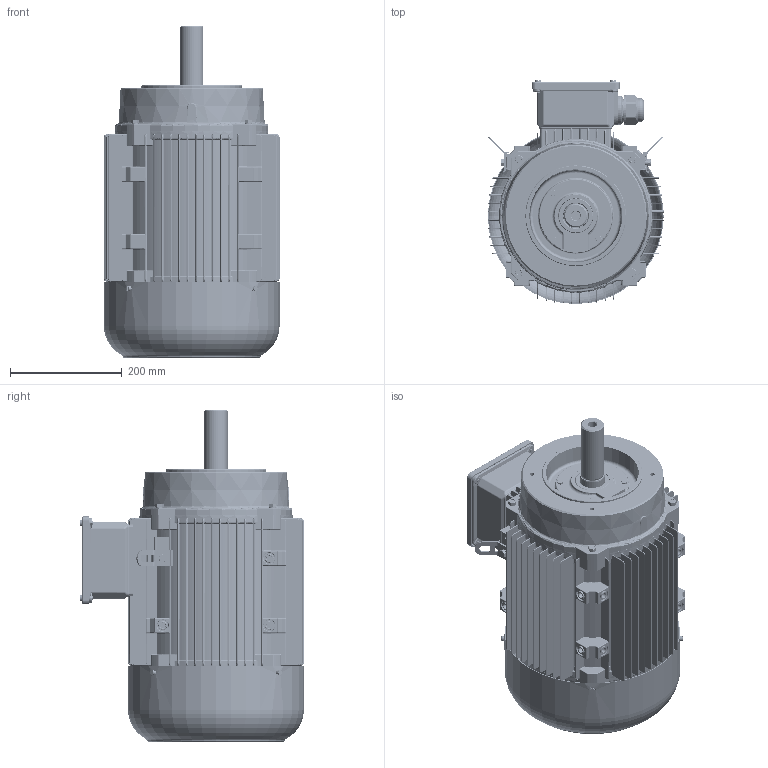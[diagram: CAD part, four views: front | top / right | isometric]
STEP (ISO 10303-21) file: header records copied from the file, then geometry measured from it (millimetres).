
FILE_DESCRIPTION(/* description */ (''),/* implementation_level */ '2;1');
FILE_NAME(/* name */ 'JL3-160M-B14A.stp',/* time_stamp */ '2017-12-05T13:56:21+08:00',/* author */ (''),/* organization */ (''),/* preprocessor_version */ 'ST-DEVELOPER v16',/* originating_system */ 'SIEMENS PLM Software NX 10.0',/* authorisation */ '');
FILE_SCHEMA (('AUTOMOTIVE_DESIGN { 1 0 10303 214 3 1 1 1 }'));
Products named in the file (1): JL3-160M-B14A
Bounding box: 315 x 399.7 x 592.99 mm (x, y, z)
Volume: 7127411.4 mm3; surface area: 2452356.4 mm2
Topology: 61 solids, 61 shells, 8084 faces, 20873 edges, 13163 vertices
Faces by surface type: plane 3762, cylinder 1953, bspline 1130, torus 731, cone 261, sphere 247
Full cylindrical faces by diameter (mm): 4.48 x5, 5 x5, 5.3 x5, 5.35 x4, 6 x4, 7.188 x8, 8 x11, 8.58 x2, 9.1 x8, 10 x9, 12.1 x2, 14.785 x2, 16 x1, 27.5 x1, 32.5 x3, 37.5 x5, 38.2 x1, 38.75 x6, 40 x7, 41.25 x6, 43.125 x1, 45 x1, 52 x1, 53.125 x1, 62 x1, 65 x1, 66 x1, 100.01 x1, 132 x1, 180 x1
Entity records: 297638 total; most frequent: CARTESIAN_POINT 110413, ORIENTED_EDGE 41070, DIRECTION 34463, EDGE_CURVE 20535, VERTEX_POINT 13043, LINE 11551, VECTOR 11551, AXIS2_PLACEMENT_3D 11456
